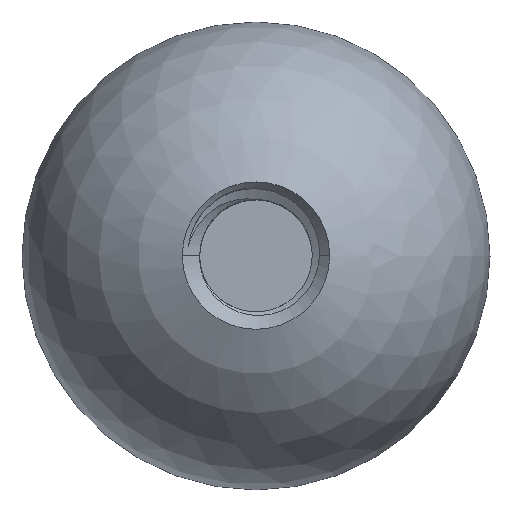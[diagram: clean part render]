
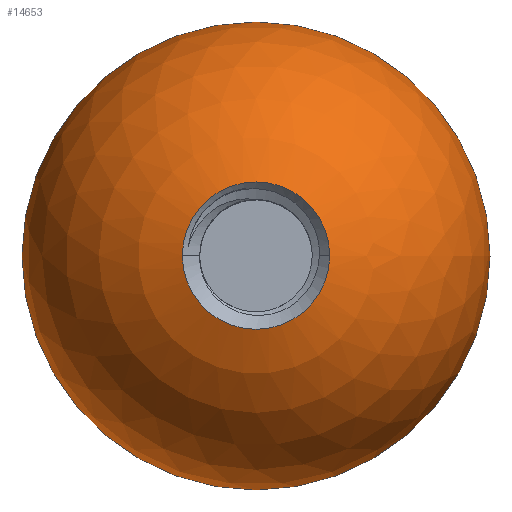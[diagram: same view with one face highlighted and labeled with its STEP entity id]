
A CAD part, top view. The second image highlights one B-rep face of the part: STEP entity #14653.
In plain terms, the highlighted spherical face has radius 10.4 mm.
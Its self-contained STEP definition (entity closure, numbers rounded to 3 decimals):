
#153 = EDGE_CURVE ( 'NONE', #24098, #8935, #11289, .T. ) ;
#2101 = VERTEX_POINT ( 'NONE', #24020 ) ;
#2847 = DIRECTION ( 'NONE',  ( -1., 0., 0. ) ) ;
#3291 = CARTESIAN_POINT ( 'NONE',  ( 0., 0., 0. ) ) ;
#5120 = CIRCLE ( 'NONE', #8722, 10.4 ) ;
#5186 = DIRECTION ( 'NONE',  ( -1., 0., 0. ) ) ;
#5438 = DIRECTION ( 'NONE',  ( 1., 0., 0. ) ) ;
#5532 = DIRECTION ( 'NONE',  ( 0., 0., 1. ) ) ;
#6777 = EDGE_LOOP ( 'NONE', ( #23642, #26167 ) ) ;
#7303 = DIRECTION ( 'NONE',  ( 0., 0., -1. ) ) ;
#7469 = FACE_OUTER_BOUND ( 'NONE', #6777, .T. ) ;
#8133 = DIRECTION ( 'NONE',  ( 1., 0., 0. ) ) ;
#8144 = CARTESIAN_POINT ( 'NONE',  ( 3.276, 0., 9.871 ) ) ;
#8722 = AXIS2_PLACEMENT_3D ( 'NONE', #19817, #7303, #2847 ) ;
#8935 = VERTEX_POINT ( 'NONE', #8144 ) ;
#10307 = CARTESIAN_POINT ( 'NONE',  ( 0., 0., 0. ) ) ;
#10672 = AXIS2_PLACEMENT_3D ( 'NONE', #15668, #17690, #19608 ) ;
#11048 = FACE_BOUND ( 'NONE', #21847, .T. ) ;
#11289 = CIRCLE ( 'NONE', #18362, 3.276 ) ;
#11662 = CIRCLE ( 'NONE', #10672, 3.276 ) ;
#12153 = DIRECTION ( 'NONE',  ( 0., 0., -1. ) ) ;
#12953 = CIRCLE ( 'NONE', #23033, 10.4 ) ;
#13922 = ORIENTED_EDGE ( 'NONE', *, *, #153, .T. ) ;
#14103 = VERTEX_POINT ( 'NONE', #21583 ) ;
#14653 = ADVANCED_FACE ( 'NONE', ( #7469, #11048 ), #21951, .T. ) ;
#15668 = CARTESIAN_POINT ( 'NONE',  ( 0., 0., 9.871 ) ) ;
#15880 = CARTESIAN_POINT ( 'NONE',  ( 0., 0., 9.871 ) ) ;
#17690 = DIRECTION ( 'NONE',  ( 0., 0., -1. ) ) ;
#17751 = EDGE_CURVE ( 'NONE', #14103, #2101, #5120, .T. ) ;
#18362 = AXIS2_PLACEMENT_3D ( 'NONE', #15880, #26398, #5186 ) ;
#19408 = ORIENTED_EDGE ( 'NONE', *, *, #25696, .T. ) ;
#19608 = DIRECTION ( 'NONE',  ( -1., 0., 0. ) ) ;
#19650 = AXIS2_PLACEMENT_3D ( 'NONE', #10307, #12153, #8133 ) ;
#19817 = CARTESIAN_POINT ( 'NONE',  ( 0., 0., 0. ) ) ;
#21583 = CARTESIAN_POINT ( 'NONE',  ( 0., -10.4, 0. ) ) ;
#21847 = EDGE_LOOP ( 'NONE', ( #19408, #13922 ) ) ;
#21951 = SPHERICAL_SURFACE ( 'NONE', #19650, 10.4 ) ;
#23033 = AXIS2_PLACEMENT_3D ( 'NONE', #3291, #5532, #5438 ) ;
#23467 = CARTESIAN_POINT ( 'NONE',  ( -3.276, 0., 9.871 ) ) ;
#23642 = ORIENTED_EDGE ( 'NONE', *, *, #17751, .F. ) ;
#24020 = CARTESIAN_POINT ( 'NONE',  ( 0., 10.4, 0. ) ) ;
#24098 = VERTEX_POINT ( 'NONE', #23467 ) ;
#25696 = EDGE_CURVE ( 'NONE', #8935, #24098, #11662, .T. ) ;
#26167 = ORIENTED_EDGE ( 'NONE', *, *, #26616, .T. ) ;
#26398 = DIRECTION ( 'NONE',  ( 0., 0., -1. ) ) ;
#26616 = EDGE_CURVE ( 'NONE', #14103, #2101, #12953, .T. ) ;
